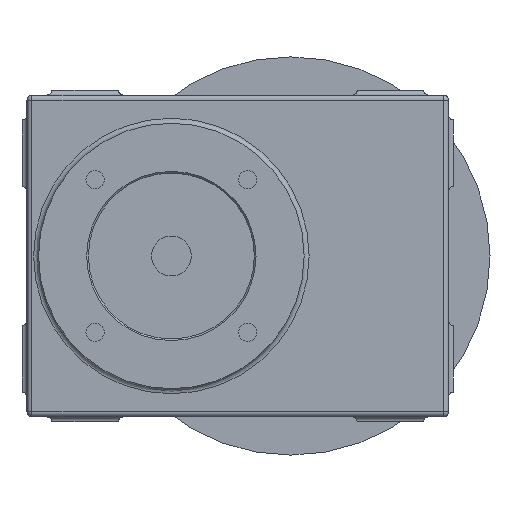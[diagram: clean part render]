
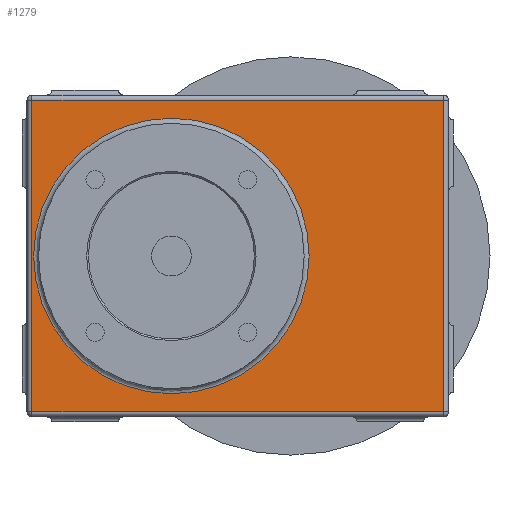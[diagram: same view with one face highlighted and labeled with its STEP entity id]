
A CAD part, left-side view. The second image highlights one B-rep face of the part: STEP entity #1279.
In plain terms, the highlighted planar face has unit normal (-1, 0, 0).
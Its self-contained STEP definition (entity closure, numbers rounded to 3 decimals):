
#1214=CARTESIAN_POINT('',(1.5,-41.5,0.));
#1215=VERTEX_POINT('',#1214);
#1216=CARTESIAN_POINT('',(1.5,0.,0.0));
#1217=DIRECTION('',(-1.0,0.0,0.0));
#1218=DIRECTION('',(0.0,1.0,0.0));
#1219=AXIS2_PLACEMENT_3D('',#1216,#1217,#1218);
#1220=CIRCLE('',#1219,41.5);
#1221=EDGE_CURVE('',#1215,#1215,#1220,.T.);
#1237=CARTESIAN_POINT('',(1.5,0.,0.0));
#1238=DIRECTION('',(-1.0,0.0,0.0));
#1239=DIRECTION('',(0.0,0.0,1.0));
#1240=AXIS2_PLACEMENT_3D('',#1237,#1238,#1239);
#1241=PLANE('',#1240);
#1242=CARTESIAN_POINT('',(1.5,-82.0,47.));
#1243=VERTEX_POINT('',#1242);
#1244=CARTESIAN_POINT('',(1.5,-82.0,-47.));
#1245=VERTEX_POINT('',#1244);
#1246=CARTESIAN_POINT('',(1.5,-82.0,47.));
#1247=DIRECTION('',(0.0,0.0,-1.0));
#1248=VECTOR('',#1247,94.);
#1249=LINE('',#1246,#1248);
#1250=EDGE_CURVE('',#1243,#1245,#1249,.T.);
#1251=ORIENTED_EDGE('',*,*,#1250,.F.);
#1252=CARTESIAN_POINT('',(1.5,42.,47.));
#1253=VERTEX_POINT('',#1252);
#1254=CARTESIAN_POINT('',(1.5,42.,47.));
#1255=DIRECTION('',(0.0,-1.0,0.0));
#1256=VECTOR('',#1255,124.);
#1257=LINE('',#1254,#1256);
#1258=EDGE_CURVE('',#1253,#1243,#1257,.T.);
#1259=ORIENTED_EDGE('',*,*,#1258,.F.);
#1260=CARTESIAN_POINT('',(1.5,42.,-47.));
#1261=VERTEX_POINT('',#1260);
#1262=CARTESIAN_POINT('',(1.5,42.,-47.));
#1263=DIRECTION('',(0.0,0.0,1.0));
#1264=VECTOR('',#1263,94.);
#1265=LINE('',#1262,#1264);
#1266=EDGE_CURVE('',#1261,#1253,#1265,.T.);
#1267=ORIENTED_EDGE('',*,*,#1266,.F.);
#1268=CARTESIAN_POINT('',(1.5,-82.0,-47.));
#1269=DIRECTION('',(0.0,1.0,0.0));
#1270=VECTOR('',#1269,124.);
#1271=LINE('',#1268,#1270);
#1272=EDGE_CURVE('',#1245,#1261,#1271,.T.);
#1273=ORIENTED_EDGE('',*,*,#1272,.F.);
#1274=EDGE_LOOP('',(#1251,#1259,#1267,#1273));
#1275=FACE_OUTER_BOUND('',#1274,.T.);
#1276=ORIENTED_EDGE('',*,*,#1221,.F.);
#1277=EDGE_LOOP('',(#1276));
#1278=FACE_BOUND('',#1277,.T.);
#1279=ADVANCED_FACE('',(#1275,#1278),#1241,.T.);
